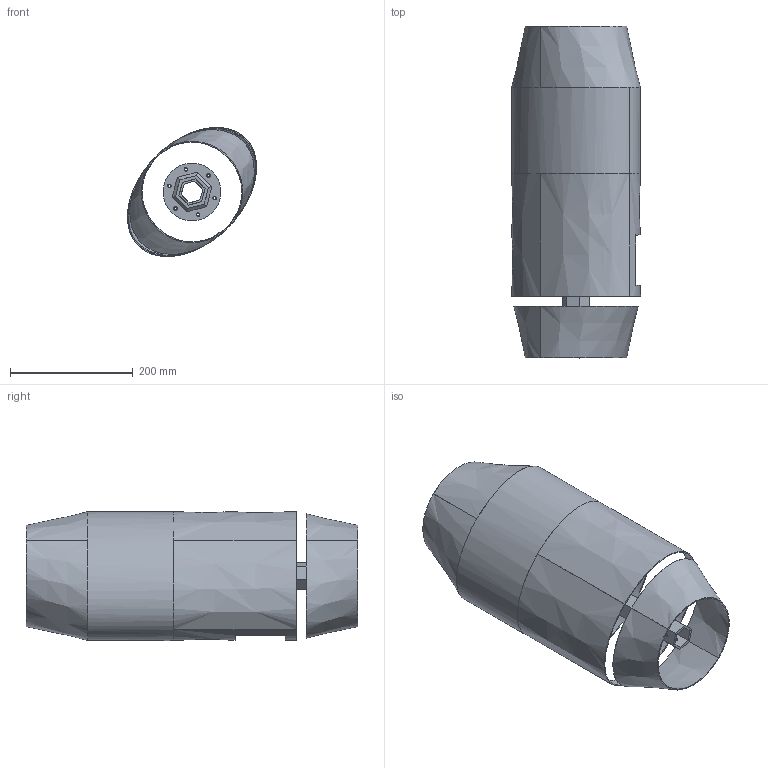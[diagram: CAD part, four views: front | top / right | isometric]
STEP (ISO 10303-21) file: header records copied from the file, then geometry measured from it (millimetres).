
FILE_DESCRIPTION((''),'2;1');
FILE_NAME('FULL_BODY_ASSEM','2022-06-23T11:34:13',('andyc'),(''),'CREO PARAMETRIC BY PTC INC, 2021404','CREO PARAMETRIC BY PTC INC, 2021404','');
FILE_SCHEMA(('CONFIG_CONTROL_DESIGN'));
Length unit declared in the file: inch
Products named in the file (1): FULL_BODY_ASSEM
Bounding box: 210.01 x 540 x 210 mm (x, y, z)
Volume: 754071.7 mm3; surface area: 776680.6 mm2
Topology: 5 solids, 5 shells, 192 faces, 513 edges, 339 vertices
Faces by surface type: cylinder 90, plane 82, bspline 16, extrusion 4
Entity records: 7238 total; most frequent: CARTESIAN_POINT 2191, ORIENTED_EDGE 1026, DIRECTION 994, EDGE_CURVE 513, AXIS2_PLACEMENT_3D 356, VERTEX_POINT 339, EDGE_LOOP 290, VECTOR 282
